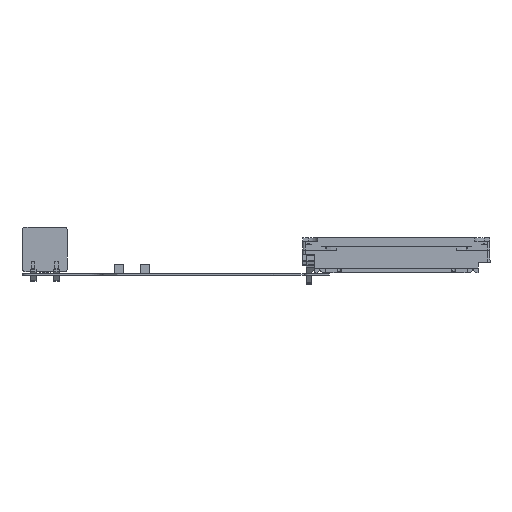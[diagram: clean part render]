
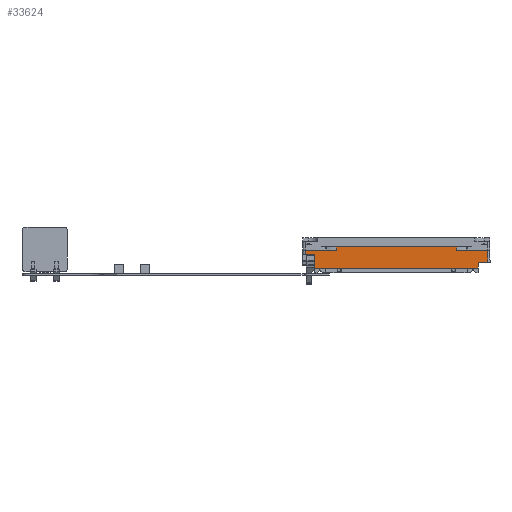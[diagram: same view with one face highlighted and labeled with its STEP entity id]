
A CAD part, front view. The second image highlights one B-rep face of the part: STEP entity #33624.
In plain terms, the highlighted face is planar.
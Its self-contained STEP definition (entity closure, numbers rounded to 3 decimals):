
#6263 = EDGE_CURVE('',#6264,#6266,#6268,.T.);
#6264 = VERTEX_POINT('',#6265);
#6265 = CARTESIAN_POINT('',(7.8,1.9,-4.5));
#6266 = VERTEX_POINT('',#6267);
#6267 = CARTESIAN_POINT('',(7.8,1.55,-4.5));
#6268 = LINE('',#6269,#6270);
#6269 = CARTESIAN_POINT('',(7.8,1.9,-4.5));
#6270 = VECTOR('',#6271,1.);
#6271 = DIRECTION('',(0.,-1.,0.));
#6308 = VERTEX_POINT('',#6309);
#6309 = CARTESIAN_POINT('',(7.,1.6,-4.5));
#6315 = EDGE_CURVE('',#6316,#6308,#6318,.T.);
#6316 = VERTEX_POINT('',#6317);
#6317 = CARTESIAN_POINT('',(7.7,1.6,-4.5));
#6318 = LINE('',#6319,#6320);
#6319 = CARTESIAN_POINT('',(7.7,1.6,-4.5));
#6320 = VECTOR('',#6321,1.);
#6321 = DIRECTION('',(-1.,0.,0.));
#6346 = EDGE_CURVE('',#6347,#6316,#6349,.T.);
#6347 = VERTEX_POINT('',#6348);
#6348 = CARTESIAN_POINT('',(7.7,1.55,-4.5));
#6349 = LINE('',#6350,#6351);
#6350 = CARTESIAN_POINT('',(7.7,1.55,-4.5));
#6351 = VECTOR('',#6352,1.);
#6352 = DIRECTION('',(0.,1.,0.));
#6963 = EDGE_CURVE('',#6266,#6347,#6964,.T.);
#6964 = LINE('',#6965,#6966);
#6965 = CARTESIAN_POINT('',(7.8,1.55,-4.5));
#6966 = VECTOR('',#6967,1.);
#6967 = DIRECTION('',(-1.,0.,0.));
#22658 = VERTEX_POINT('',#22659);
#22659 = CARTESIAN_POINT('',(5.15,2.2,-4.5));
#22666 = EDGE_CURVE('',#22667,#22658,#22669,.T.);
#22667 = VERTEX_POINT('',#22668);
#22668 = CARTESIAN_POINT('',(-5.15,2.2,-4.5));
#22669 = LINE('',#22670,#22671);
#22670 = CARTESIAN_POINT('',(-5.15,2.2,-4.5));
#22671 = VECTOR('',#22672,1.);
#22672 = DIRECTION('',(1.,0.,0.));
#23040 = EDGE_CURVE('',#23041,#23043,#23045,.T.);
#23041 = VERTEX_POINT('',#23042);
#23042 = CARTESIAN_POINT('',(-7.,0.4,-4.5));
#23043 = VERTEX_POINT('',#23044);
#23044 = CARTESIAN_POINT('',(7.,0.4,-4.5));
#23045 = LINE('',#23046,#23047);
#23046 = CARTESIAN_POINT('',(-7.,0.4,-4.5));
#23047 = VECTOR('',#23048,1.);
#23048 = DIRECTION('',(1.,0.,0.));
#25474 = VERTEX_POINT('',#25475);
#25475 = CARTESIAN_POINT('',(-7.8,0.9,-4.5));
#25482 = EDGE_CURVE('',#25474,#25483,#25485,.T.);
#25483 = VERTEX_POINT('',#25484);
#25484 = CARTESIAN_POINT('',(-7.,0.9,-4.5));
#25485 = LINE('',#25486,#25487);
#25486 = CARTESIAN_POINT('',(-7.8,0.9,-4.5));
#25487 = VECTOR('',#25488,1.);
#25488 = DIRECTION('',(1.,0.,0.));
#25634 = VERTEX_POINT('',#25635);
#25635 = CARTESIAN_POINT('',(-7.8,1.9,-4.5));
#25642 = EDGE_CURVE('',#25474,#25634,#25643,.T.);
#25643 = LINE('',#25644,#25645);
#25644 = CARTESIAN_POINT('',(-7.8,0.9,-4.5));
#25645 = VECTOR('',#25646,1.);
#25646 = DIRECTION('',(0.,1.,0.));
#25683 = VERTEX_POINT('',#25684);
#25684 = CARTESIAN_POINT('',(-5.15,1.9,-4.5));
#25691 = EDGE_CURVE('',#25634,#25683,#25692,.T.);
#25692 = LINE('',#25693,#25694);
#25693 = CARTESIAN_POINT('',(-7.8,1.9,-4.5));
#25694 = VECTOR('',#25695,1.);
#25695 = DIRECTION('',(1.,0.,0.));
#25728 = EDGE_CURVE('',#25683,#22667,#25729,.T.);
#25729 = LINE('',#25730,#25731);
#25730 = CARTESIAN_POINT('',(-5.15,1.9,-4.5));
#25731 = VECTOR('',#25732,1.);
#25732 = DIRECTION('',(0.,1.,0.));
#25846 = EDGE_CURVE('',#25483,#23041,#25847,.T.);
#25847 = LINE('',#25848,#25849);
#25848 = CARTESIAN_POINT('',(-7.,0.9,-4.5));
#25849 = VECTOR('',#25850,1.);
#25850 = DIRECTION('',(0.,-1.,0.));
#33377 = VERTEX_POINT('',#33378);
#33378 = CARTESIAN_POINT('',(5.15,1.9,-4.5));
#33401 = EDGE_CURVE('',#33377,#6264,#33402,.T.);
#33402 = LINE('',#33403,#33404);
#33403 = CARTESIAN_POINT('',(5.15,1.9,-4.5));
#33404 = VECTOR('',#33405,1.);
#33405 = DIRECTION('',(1.,0.,0.));
#33423 = EDGE_CURVE('',#22658,#33377,#33424,.T.);
#33424 = LINE('',#33425,#33426);
#33425 = CARTESIAN_POINT('',(5.15,2.2,-4.5));
#33426 = VECTOR('',#33427,1.);
#33427 = DIRECTION('',(0.,-1.,0.));
#33624 = ADVANCED_FACE('',(#33625),#33646,.T.);
#33625 = FACE_BOUND('',#33626,.T.);
#33626 = EDGE_LOOP('',(#33627,#33628,#33629,#33630,#33631,#33632,#33638,
    #33639,#33640,#33641,#33642,#33643,#33644,#33645));
#33627 = ORIENTED_EDGE('',*,*,#33401,.T.);
#33628 = ORIENTED_EDGE('',*,*,#6263,.T.);
#33629 = ORIENTED_EDGE('',*,*,#6963,.T.);
#33630 = ORIENTED_EDGE('',*,*,#6346,.T.);
#33631 = ORIENTED_EDGE('',*,*,#6315,.T.);
#33632 = ORIENTED_EDGE('',*,*,#33633,.F.);
#33633 = EDGE_CURVE('',#23043,#6308,#33634,.T.);
#33634 = LINE('',#33635,#33636);
#33635 = CARTESIAN_POINT('',(7.,0.,-4.5));
#33636 = VECTOR('',#33637,1.);
#33637 = DIRECTION('',(0.,1.,0.));
#33638 = ORIENTED_EDGE('',*,*,#23040,.F.);
#33639 = ORIENTED_EDGE('',*,*,#25846,.F.);
#33640 = ORIENTED_EDGE('',*,*,#25482,.F.);
#33641 = ORIENTED_EDGE('',*,*,#25642,.T.);
#33642 = ORIENTED_EDGE('',*,*,#25691,.T.);
#33643 = ORIENTED_EDGE('',*,*,#25728,.T.);
#33644 = ORIENTED_EDGE('',*,*,#22666,.T.);
#33645 = ORIENTED_EDGE('',*,*,#33423,.T.);
#33646 = PLANE('',#33647);
#33647 = AXIS2_PLACEMENT_3D('',#33648,#33649,#33650);
#33648 = CARTESIAN_POINT('',(8.,0.,-4.5));
#33649 = DIRECTION('',(0.,0.,-1.));
#33650 = DIRECTION('',(-1.,0.,0.));
